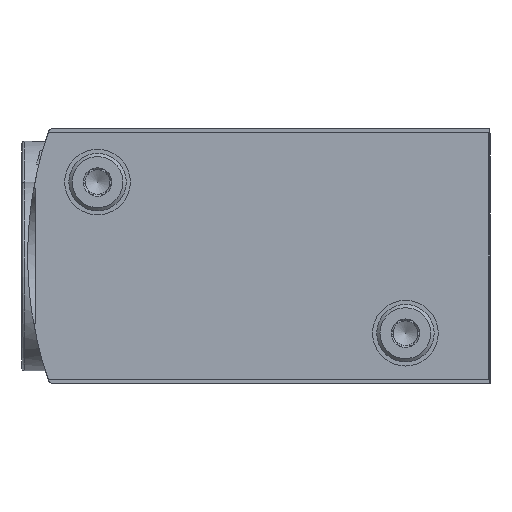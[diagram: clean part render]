
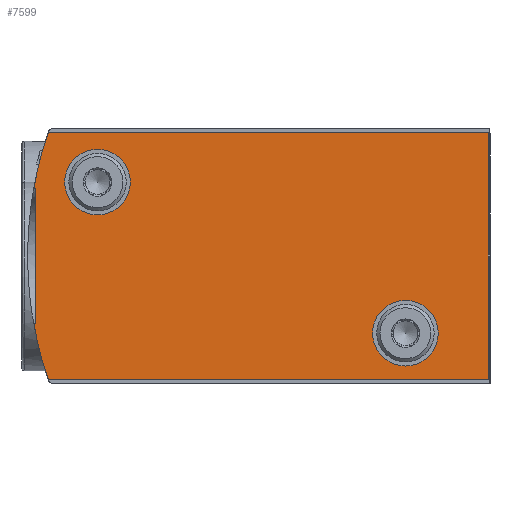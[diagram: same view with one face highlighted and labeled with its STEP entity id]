
A CAD part, left-side view. The second image highlights one B-rep face of the part: STEP entity #7599.
In plain terms, the highlighted planar face has unit normal (-1, 0, 0).
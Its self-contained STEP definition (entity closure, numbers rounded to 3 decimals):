
#848=LINE('',#12713,#1513);
#849=LINE('',#12715,#1514);
#850=LINE('',#12717,#1515);
#851=LINE('',#12720,#1516);
#852=LINE('',#12722,#1517);
#853=LINE('',#12724,#1518);
#1513=VECTOR('',#10302,1000.);
#1514=VECTOR('',#10303,1000.);
#1515=VECTOR('',#10304,1000.);
#1516=VECTOR('',#10307,1000.);
#1517=VECTOR('',#10308,1000.);
#1518=VECTOR('',#10309,1000.);
#3224=ORIENTED_EDGE('',*,*,#4528,.T.);
#3225=ORIENTED_EDGE('',*,*,#4529,.T.);
#3226=ORIENTED_EDGE('',*,*,#4530,.F.);
#3227=ORIENTED_EDGE('',*,*,#4531,.F.);
#3228=ORIENTED_EDGE('',*,*,#4532,.F.);
#3229=ORIENTED_EDGE('',*,*,#4525,.F.);
#3230=ORIENTED_EDGE('',*,*,#4533,.F.);
#3231=ORIENTED_EDGE('',*,*,#4534,.F.);
#3232=ORIENTED_EDGE('',*,*,#4535,.F.);
#3233=ORIENTED_EDGE('',*,*,#4536,.F.);
#3234=ORIENTED_EDGE('',*,*,#4537,.F.);
#3235=ORIENTED_EDGE('',*,*,#4521,.F.);
#4521=EDGE_CURVE('',#5331,#5333,#5736,.T.);
#4525=EDGE_CURVE('',#5336,#5337,#5738,.T.);
#4528=EDGE_CURVE('',#5339,#5339,#5739,.T.);
#4529=EDGE_CURVE('',#5340,#5340,#5740,.T.);
#4530=EDGE_CURVE('',#5341,#5331,#848,.T.);
#4531=EDGE_CURVE('',#5342,#5341,#849,.T.);
#4532=EDGE_CURVE('',#5337,#5342,#850,.T.);
#4533=EDGE_CURVE('',#5343,#5336,#5741,.T.);
#4534=EDGE_CURVE('',#5344,#5343,#851,.T.);
#4535=EDGE_CURVE('',#5345,#5344,#852,.T.);
#4536=EDGE_CURVE('',#5346,#5345,#853,.T.);
#4537=EDGE_CURVE('',#5333,#5346,#5742,.T.);
#5331=VERTEX_POINT('',#12684);
#5333=VERTEX_POINT('',#12687);
#5336=VERTEX_POINT('',#12693);
#5337=VERTEX_POINT('',#12695);
#5339=VERTEX_POINT('',#12710);
#5340=VERTEX_POINT('',#12712);
#5341=VERTEX_POINT('',#12714);
#5342=VERTEX_POINT('',#12716);
#5343=VERTEX_POINT('',#12719);
#5344=VERTEX_POINT('',#12721);
#5345=VERTEX_POINT('',#12723);
#5346=VERTEX_POINT('',#12725);
#5736=CIRCLE('',#8344,46.5);
#5738=CIRCLE('',#8346,46.5);
#5739=CIRCLE('',#8348,4.);
#5740=CIRCLE('',#8349,4.);
#5741=CIRCLE('',#8350,0.2);
#5742=CIRCLE('',#8351,0.2);
#6276=EDGE_LOOP('',(#3224));
#6277=EDGE_LOOP('',(#3225));
#6278=EDGE_LOOP('',(#3226,#3227,#3228,#3229,#3230,#3231,#3232,#3233,#3234,
#3235));
#6858=FACE_BOUND('',#6276,.T.);
#6859=FACE_BOUND('',#6277,.T.);
#6860=FACE_BOUND('',#6278,.T.);
#7229=PLANE('',#8347);
#7599=ADVANCED_FACE('',(#6858,#6859,#6860),#7229,.F.);
#8344=AXIS2_PLACEMENT_3D('',#12686,#10287,#10288);
#8346=AXIS2_PLACEMENT_3D('',#12694,#10293,#10294);
#8347=AXIS2_PLACEMENT_3D('',#12708,#10296,#10297);
#8348=AXIS2_PLACEMENT_3D('',#12709,#10298,#10299);
#8349=AXIS2_PLACEMENT_3D('',#12711,#10300,#10301);
#8350=AXIS2_PLACEMENT_3D('',#12718,#10305,#10306);
#8351=AXIS2_PLACEMENT_3D('',#12726,#10310,#10311);
#10287=DIRECTION('',(1.,0.,0.));
#10288=DIRECTION('',(0.,0.,-1.));
#10293=DIRECTION('',(1.,0.,0.));
#10294=DIRECTION('',(0.,0.,-1.));
#10296=DIRECTION('',(1.,0.,0.));
#10297=DIRECTION('',(0.,0.,-1.));
#10298=DIRECTION('',(1.,0.,0.));
#10299=DIRECTION('',(0.,0.,-1.));
#10300=DIRECTION('',(1.,0.,0.));
#10301=DIRECTION('',(0.,0.,-1.));
#10302=DIRECTION('',(0.,1.,0.));
#10303=DIRECTION('',(0.,0.,1.));
#10304=DIRECTION('',(0.,-1.,0.));
#10305=DIRECTION('',(1.,0.,0.));
#10306=DIRECTION('',(0.,0.,-1.));
#10307=DIRECTION('',(0.,1.,0.));
#10308=DIRECTION('',(0.,0.,-1.));
#10309=DIRECTION('',(0.,-1.,0.));
#10310=DIRECTION('',(1.,0.,0.));
#10311=DIRECTION('',(0.,0.,-1.));
#12684=CARTESIAN_POINT('',(0.,55.562,8.25));
#12686=CARTESIAN_POINT('',(0.,9.8,0.));
#12687=CARTESIAN_POINT('',(0.,53.86,14.864));
#12693=CARTESIAN_POINT('',(0.,53.86,-14.864));
#12694=CARTESIAN_POINT('',(0.,9.8,0.));
#12695=CARTESIAN_POINT('',(0.,55.562,-8.25));
#12708=CARTESIAN_POINT('',(0.,53.671,14.8));
#12709=CARTESIAN_POINT('',(0.,10.3,-9.4));
#12710=CARTESIAN_POINT('',(0.,10.3,-13.4));
#12711=CARTESIAN_POINT('',(0.,47.8,9.));
#12712=CARTESIAN_POINT('',(0.,47.8,5.));
#12713=CARTESIAN_POINT('',(0.,53.671,8.25));
#12714=CARTESIAN_POINT('',(0.,55.3,8.25));
#12715=CARTESIAN_POINT('',(0.,55.3,14.8));
#12716=CARTESIAN_POINT('',(0.,55.3,-8.25));
#12717=CARTESIAN_POINT('',(0.,53.671,-8.25));
#12718=CARTESIAN_POINT('',(0.,53.671,-14.8));
#12719=CARTESIAN_POINT('',(0.,53.671,-15.));
#12720=CARTESIAN_POINT('',(0.,0.2,-15.));
#12721=CARTESIAN_POINT('',(0.,0.2,-15.));
#12722=CARTESIAN_POINT('',(0.,0.2,15.));
#12723=CARTESIAN_POINT('',(0.,0.2,15.));
#12724=CARTESIAN_POINT('',(0.,53.671,15.));
#12725=CARTESIAN_POINT('',(0.,53.671,15.));
#12726=CARTESIAN_POINT('',(0.,53.671,14.8));
